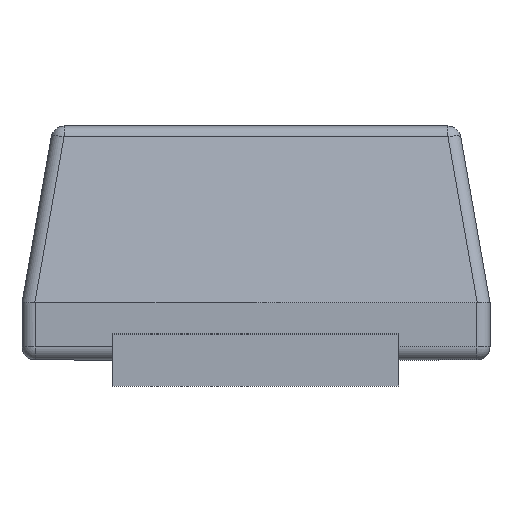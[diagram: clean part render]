
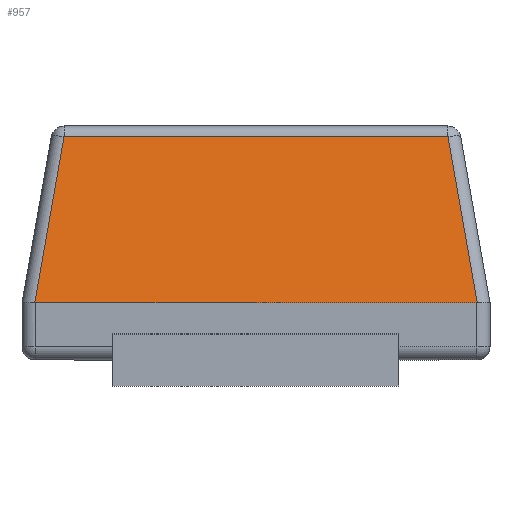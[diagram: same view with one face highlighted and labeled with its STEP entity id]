
A CAD part, front view. The second image highlights one B-rep face of the part: STEP entity #957.
In plain terms, the highlighted planar face has unit normal (0, -0.985, 0.174).
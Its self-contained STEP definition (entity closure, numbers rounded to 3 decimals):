
#20=ELLIPSE('',#1013,0.288,0.05);
#25=ELLIPSE('',#1045,0.288,0.05);
#125=FACE_OUTER_BOUND('',#181,.T.);
#181=EDGE_LOOP('',(#762,#763,#764,#765,#766,#767));
#226=LINE('',#1496,#314);
#229=LINE('',#1500,#317);
#240=LINE('',#1525,#328);
#251=LINE('',#1549,#339);
#314=VECTOR('',#1215,1.476);
#317=VECTOR('',#1220,0.659);
#328=VECTOR('',#1251,0.659);
#339=VECTOR('',#1278,1.7);
#406=VERTEX_POINT('',#1455);
#409=VERTEX_POINT('',#1461);
#410=VERTEX_POINT('',#1465);
#422=VERTEX_POINT('',#1492);
#426=VERTEX_POINT('',#1524);
#429=VERTEX_POINT('',#1535);
#501=EDGE_CURVE('',#409,#406,#20,.T.);
#516=EDGE_CURVE('',#410,#422,#226,.T.);
#519=EDGE_CURVE('',#422,#409,#229,.T.);
#533=EDGE_CURVE('',#426,#410,#240,.T.);
#540=EDGE_CURVE('',#429,#426,#25,.T.);
#547=EDGE_CURVE('',#429,#406,#251,.T.);
#762=ORIENTED_EDGE('',*,*,#540,.F.);
#763=ORIENTED_EDGE('',*,*,#547,.T.);
#764=ORIENTED_EDGE('',*,*,#501,.F.);
#765=ORIENTED_EDGE('',*,*,#519,.F.);
#766=ORIENTED_EDGE('',*,*,#516,.F.);
#767=ORIENTED_EDGE('',*,*,#533,.F.);
#862=PLANE('',#1054);
#957=ADVANCED_FACE('',(#125),#862,.T.);
#1013=AXIS2_PLACEMENT_3D('',#1463,#1177,#1178);
#1045=AXIS2_PLACEMENT_3D('',#1537,#1263,#1264);
#1054=AXIS2_PLACEMENT_3D('',#1570,#1297,#1298);
#1177=DIRECTION('center_axis',(0.,0.985,-0.174));
#1178=DIRECTION('ref_axis',(0.,-0.174,-0.985));
#1215=DIRECTION('',(1.,0.,0.));
#1220=DIRECTION('',(0.171,-0.171,-0.97));
#1251=DIRECTION('',(0.171,0.171,0.97));
#1263=DIRECTION('center_axis',(0.,0.985,-0.174));
#1264=DIRECTION('ref_axis',(0.,-0.174,-0.985));
#1278=DIRECTION('',(1.,0.,0.));
#1297=DIRECTION('center_axis',(0.,-0.985,0.174));
#1298=DIRECTION('ref_axis',(0.,-0.174,-0.985));
#1455=CARTESIAN_POINT('',(0.85,-1.35,0.319));
#1461=CARTESIAN_POINT('',(0.851,-1.35,0.319));
#1463=CARTESIAN_POINT('Origin',(0.85,-1.3,0.603));
#1465=CARTESIAN_POINT('',(-0.738,-1.237,0.959));
#1492=CARTESIAN_POINT('',(0.738,-1.237,0.959));
#1496=CARTESIAN_POINT('',(0.,-1.237,0.959));
#1500=CARTESIAN_POINT('',(0.751,-1.25,0.884));
#1524=CARTESIAN_POINT('',(-0.851,-1.35,0.319));
#1525=CARTESIAN_POINT('',(-0.751,-1.25,0.884));
#1535=CARTESIAN_POINT('',(-0.85,-1.35,0.319));
#1537=CARTESIAN_POINT('Origin',(-0.85,-1.3,0.603));
#1549=CARTESIAN_POINT('',(0.,-1.35,0.319));
#1570=CARTESIAN_POINT('Origin',(0.,-1.29,0.66));
